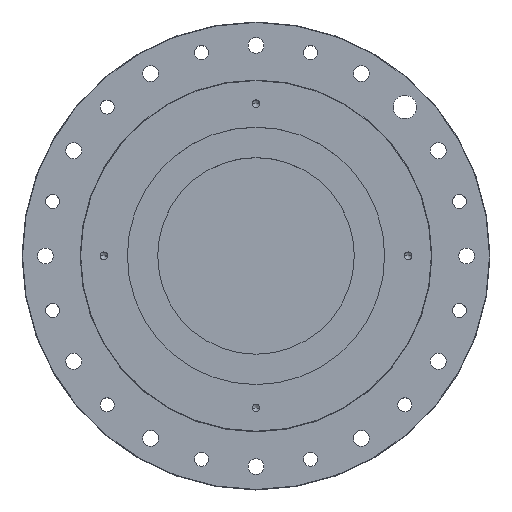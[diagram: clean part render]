
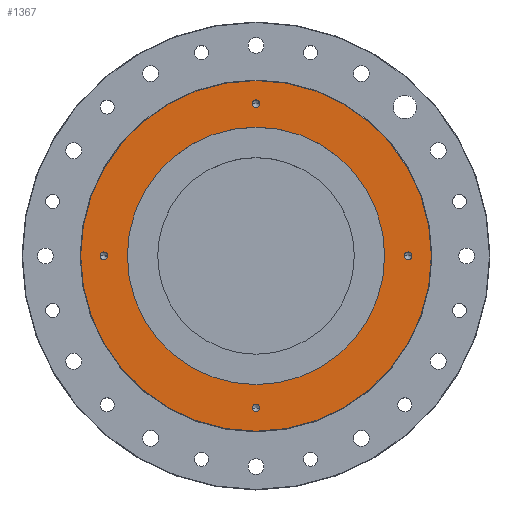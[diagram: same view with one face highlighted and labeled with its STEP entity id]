
A CAD part, top view. The second image highlights one B-rep face of the part: STEP entity #1367.
In plain terms, the highlighted planar face has unit normal (0, 0, 1).
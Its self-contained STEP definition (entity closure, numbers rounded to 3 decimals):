
#12 = DIRECTION ( 'NONE',  ( 0., 0., 1. ) ) ;
#71 = CARTESIAN_POINT ( 'NONE',  ( -74.95, 0., 0. ) ) ;
#203 = AXIS2_PLACEMENT_3D ( 'NONE', #5231, #6485, #2863 ) ;
#229 = ORIENTED_EDGE ( 'NONE', *, *, #5429, .F. ) ;
#238 = VERTEX_POINT ( 'NONE', #2893 ) ;
#303 = AXIS2_PLACEMENT_3D ( 'NONE', #3065, #12, #6015 ) ;
#378 = DIRECTION ( 'NONE',  ( 0., 0., 1. ) ) ;
#505 = DIRECTION ( 'NONE',  ( 0., 0., 1. ) ) ;
#531 = CARTESIAN_POINT ( 'NONE',  ( 0., 0., 0. ) ) ;
#639 = CARTESIAN_POINT ( 'NONE',  ( 66.666, 0., 0. ) ) ;
#804 = FACE_BOUND ( 'NONE', #2357, .T. ) ;
#882 = CARTESIAN_POINT ( 'NONE',  ( 65., 0., 0. ) ) ;
#1355 = DIRECTION ( 'NONE',  ( 1., 0., 0. ) ) ;
#1367 = ADVANCED_FACE ( 'NONE', ( #4475, #8960, #8859, #804, #1534, #6620 ), #4335, .T. ) ;
#1534 = FACE_BOUND ( 'NONE', #9043, .T. ) ;
#1567 = CIRCLE ( 'NONE', #5745, 1.666 ) ;
#1963 = AXIS2_PLACEMENT_3D ( 'NONE', #7927, #1975, #3598 ) ;
#1975 = DIRECTION ( 'NONE',  ( 0., 0., 1. ) ) ;
#1996 = EDGE_LOOP ( 'NONE', ( #5785, #8855 ) ) ;
#2214 = CARTESIAN_POINT ( 'NONE',  ( 0., 0., 0. ) ) ;
#2224 = CARTESIAN_POINT ( 'NONE',  ( -63.334, 0., 0. ) ) ;
#2248 = CIRCLE ( 'NONE', #9070, 1.666 ) ;
#2261 = CIRCLE ( 'NONE', #3956, 1.666 ) ;
#2283 = CARTESIAN_POINT ( 'NONE',  ( 1.666, 65., 0. ) ) ;
#2357 = EDGE_LOOP ( 'NONE', ( #3263, #7849 ) ) ;
#2433 = AXIS2_PLACEMENT_3D ( 'NONE', #531, #4129, #1355 ) ;
#2559 = EDGE_CURVE ( 'NONE', #5672, #6662, #7631, .T. ) ;
#2597 = CIRCLE ( 'NONE', #2433, 55. ) ;
#2686 = EDGE_CURVE ( 'NONE', #9621, #238, #3258, .T. ) ;
#2863 = DIRECTION ( 'NONE',  ( 1., 0., 0. ) ) ;
#2893 = CARTESIAN_POINT ( 'NONE',  ( 55., 0., 0. ) ) ;
#2975 = DIRECTION ( 'NONE',  ( 0., 0., 1. ) ) ;
#3008 = EDGE_CURVE ( 'NONE', #9360, #6936, #1567, .T. ) ;
#3056 = VERTEX_POINT ( 'NONE', #7493 ) ;
#3065 = CARTESIAN_POINT ( 'NONE',  ( 0., 0., 0. ) ) ;
#3152 = DIRECTION ( 'NONE',  ( 0., 0., 1. ) ) ;
#3168 = DIRECTION ( 'NONE',  ( 1., 0., 0. ) ) ;
#3258 = CIRCLE ( 'NONE', #303, 55. ) ;
#3263 = ORIENTED_EDGE ( 'NONE', *, *, #8449, .F. ) ;
#3349 = DIRECTION ( 'NONE',  ( 1., 0., 0. ) ) ;
#3499 = AXIS2_PLACEMENT_3D ( 'NONE', #3506, #5651, #4919 ) ;
#3506 = CARTESIAN_POINT ( 'NONE',  ( 0., -65., 0. ) ) ;
#3598 = DIRECTION ( 'NONE',  ( 1., 0., 0. ) ) ;
#3740 = AXIS2_PLACEMENT_3D ( 'NONE', #3868, #3152, #7379 ) ;
#3868 = CARTESIAN_POINT ( 'NONE',  ( -65., 0., 0. ) ) ;
#3956 = AXIS2_PLACEMENT_3D ( 'NONE', #5333, #9080, #7572 ) ;
#3962 = CIRCLE ( 'NONE', #1963, 74.95 ) ;
#4030 = CARTESIAN_POINT ( 'NONE',  ( 0., 0., 0. ) ) ;
#4129 = DIRECTION ( 'NONE',  ( 0., 0., 1. ) ) ;
#4189 = AXIS2_PLACEMENT_3D ( 'NONE', #4030, #6359, #6998 ) ;
#4272 = CARTESIAN_POINT ( 'NONE',  ( -55., 0., 0. ) ) ;
#4298 = VERTEX_POINT ( 'NONE', #8568 ) ;
#4335 = PLANE ( 'NONE',  #6641 ) ;
#4402 = CIRCLE ( 'NONE', #203, 1.666 ) ;
#4420 = VERTEX_POINT ( 'NONE', #639 ) ;
#4475 = FACE_OUTER_BOUND ( 'NONE', #1996, .T. ) ;
#4516 = VERTEX_POINT ( 'NONE', #6760 ) ;
#4517 = CARTESIAN_POINT ( 'NONE',  ( -1.666, 65., 0. ) ) ;
#4520 = EDGE_CURVE ( 'NONE', #4298, #4420, #7309, .T. ) ;
#4676 = EDGE_CURVE ( 'NONE', #7956, #4516, #8392, .T. ) ;
#4919 = DIRECTION ( 'NONE',  ( 1., 0., 0. ) ) ;
#5107 = ORIENTED_EDGE ( 'NONE', *, *, #9569, .F. ) ;
#5143 = ORIENTED_EDGE ( 'NONE', *, *, #9141, .F. ) ;
#5165 = DIRECTION ( 'NONE',  ( 1., 0., 0. ) ) ;
#5231 = CARTESIAN_POINT ( 'NONE',  ( 0., 65., 0. ) ) ;
#5247 = DIRECTION ( 'NONE',  ( 1., 0., 0. ) ) ;
#5313 = CIRCLE ( 'NONE', #7486, 1.666 ) ;
#5333 = CARTESIAN_POINT ( 'NONE',  ( 65., 0., 0. ) ) ;
#5429 = EDGE_CURVE ( 'NONE', #3056, #6033, #5313, .T. ) ;
#5455 = EDGE_LOOP ( 'NONE', ( #5107, #8891 ) ) ;
#5651 = DIRECTION ( 'NONE',  ( 0., 0., 1. ) ) ;
#5672 = VERTEX_POINT ( 'NONE', #2224 ) ;
#5705 = DIRECTION ( 'NONE',  ( 1., 0., 0. ) ) ;
#5745 = AXIS2_PLACEMENT_3D ( 'NONE', #6430, #505, #5705 ) ;
#5749 = AXIS2_PLACEMENT_3D ( 'NONE', #882, #6078, #3168 ) ;
#5760 = EDGE_LOOP ( 'NONE', ( #5143, #229 ) ) ;
#5785 = ORIENTED_EDGE ( 'NONE', *, *, #4676, .T. ) ;
#5861 = ORIENTED_EDGE ( 'NONE', *, *, #2559, .F. ) ;
#5897 = DIRECTION ( 'NONE',  ( 0., 0., 1. ) ) ;
#6015 = DIRECTION ( 'NONE',  ( 1., 0., 0. ) ) ;
#6033 = VERTEX_POINT ( 'NONE', #6477 ) ;
#6078 = DIRECTION ( 'NONE',  ( 0., 0., 1. ) ) ;
#6359 = DIRECTION ( 'NONE',  ( 0., 0., 1. ) ) ;
#6430 = CARTESIAN_POINT ( 'NONE',  ( 0., 65., 0. ) ) ;
#6477 = CARTESIAN_POINT ( 'NONE',  ( 1.666, -65., 0. ) ) ;
#6485 = DIRECTION ( 'NONE',  ( 0., 0., 1. ) ) ;
#6620 = FACE_BOUND ( 'NONE', #5760, .T. ) ;
#6641 = AXIS2_PLACEMENT_3D ( 'NONE', #2214, #5897, #5165 ) ;
#6662 = VERTEX_POINT ( 'NONE', #6795 ) ;
#6703 = EDGE_LOOP ( 'NONE', ( #5861, #9134 ) ) ;
#6760 = CARTESIAN_POINT ( 'NONE',  ( 74.95, 0., 0. ) ) ;
#6795 = CARTESIAN_POINT ( 'NONE',  ( -66.666, 0., 0. ) ) ;
#6855 = EDGE_CURVE ( 'NONE', #6662, #5672, #2248, .T. ) ;
#6936 = VERTEX_POINT ( 'NONE', #2283 ) ;
#6969 = EDGE_CURVE ( 'NONE', #6936, #9360, #4402, .T. ) ;
#6998 = DIRECTION ( 'NONE',  ( 1., 0., 0. ) ) ;
#7309 = CIRCLE ( 'NONE', #5749, 1.666 ) ;
#7379 = DIRECTION ( 'NONE',  ( 1., 0., 0. ) ) ;
#7486 = AXIS2_PLACEMENT_3D ( 'NONE', #8994, #2975, #5247 ) ;
#7493 = CARTESIAN_POINT ( 'NONE',  ( -1.666, -65., 0. ) ) ;
#7498 = ORIENTED_EDGE ( 'NONE', *, *, #6969, .F. ) ;
#7572 = DIRECTION ( 'NONE',  ( 1., 0., 0. ) ) ;
#7631 = CIRCLE ( 'NONE', #3740, 1.666 ) ;
#7699 = CIRCLE ( 'NONE', #3499, 1.666 ) ;
#7849 = ORIENTED_EDGE ( 'NONE', *, *, #4520, .F. ) ;
#7927 = CARTESIAN_POINT ( 'NONE',  ( 0., 0., 0. ) ) ;
#7956 = VERTEX_POINT ( 'NONE', #71 ) ;
#8033 = ORIENTED_EDGE ( 'NONE', *, *, #3008, .F. ) ;
#8392 = CIRCLE ( 'NONE', #4189, 74.95 ) ;
#8449 = EDGE_CURVE ( 'NONE', #4420, #4298, #2261, .T. ) ;
#8568 = CARTESIAN_POINT ( 'NONE',  ( 63.334, 0., 0. ) ) ;
#8855 = ORIENTED_EDGE ( 'NONE', *, *, #9125, .T. ) ;
#8859 = FACE_BOUND ( 'NONE', #6703, .T. ) ;
#8891 = ORIENTED_EDGE ( 'NONE', *, *, #2686, .F. ) ;
#8960 = FACE_BOUND ( 'NONE', #5455, .T. ) ;
#8994 = CARTESIAN_POINT ( 'NONE',  ( 0., -65., 0. ) ) ;
#9043 = EDGE_LOOP ( 'NONE', ( #7498, #8033 ) ) ;
#9070 = AXIS2_PLACEMENT_3D ( 'NONE', #9319, #378, #3349 ) ;
#9080 = DIRECTION ( 'NONE',  ( 0., 0., 1. ) ) ;
#9125 = EDGE_CURVE ( 'NONE', #4516, #7956, #3962, .T. ) ;
#9134 = ORIENTED_EDGE ( 'NONE', *, *, #6855, .F. ) ;
#9141 = EDGE_CURVE ( 'NONE', #6033, #3056, #7699, .T. ) ;
#9319 = CARTESIAN_POINT ( 'NONE',  ( -65., 0., 0. ) ) ;
#9360 = VERTEX_POINT ( 'NONE', #4517 ) ;
#9569 = EDGE_CURVE ( 'NONE', #238, #9621, #2597, .T. ) ;
#9621 = VERTEX_POINT ( 'NONE', #4272 ) ;
